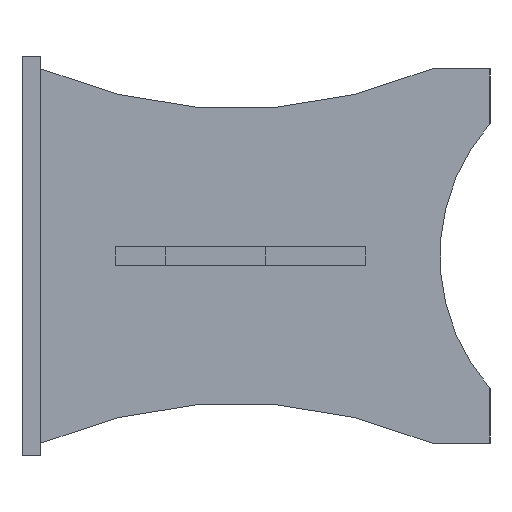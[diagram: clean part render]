
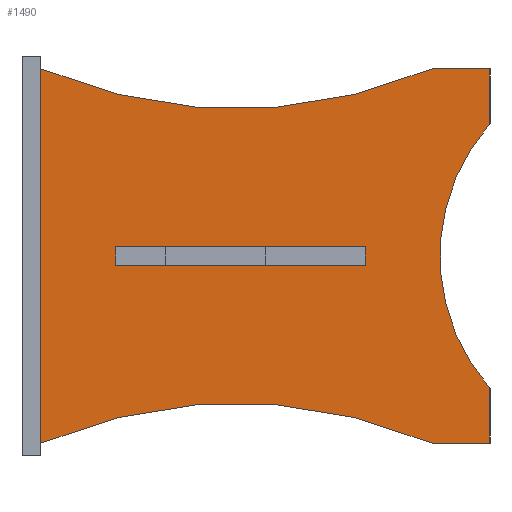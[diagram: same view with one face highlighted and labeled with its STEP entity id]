
A CAD part, left-side view. The second image highlights one B-rep face of the part: STEP entity #1490.
In plain terms, the highlighted face is planar.
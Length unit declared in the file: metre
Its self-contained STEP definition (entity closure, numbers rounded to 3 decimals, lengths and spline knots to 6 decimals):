
#46=PLANE('',#1610);
#102=LINE('',#2087,#292);
#105=LINE('',#2093,#295);
#109=LINE('',#2105,#299);
#112=LINE('',#2111,#302);
#115=LINE('',#2117,#305);
#118=LINE('',#2123,#308);
#121=LINE('',#2129,#311);
#125=LINE('',#2141,#315);
#128=LINE('',#2147,#318);
#132=LINE('',#2156,#322);
#135=LINE('',#2162,#325);
#138=LINE('',#2168,#328);
#140=LINE('',#2171,#330);
#292=VECTOR('',#1698,1.);
#295=VECTOR('',#1703,1.);
#299=VECTOR('',#1715,1.);
#302=VECTOR('',#1720,1.);
#305=VECTOR('',#1725,1.);
#308=VECTOR('',#1730,1.);
#311=VECTOR('',#1735,1.);
#315=VECTOR('',#1747,1.);
#318=VECTOR('',#1752,1.);
#322=VECTOR('',#1758,1.);
#325=VECTOR('',#1763,1.);
#328=VECTOR('',#1768,1.);
#330=VECTOR('',#1772,1.);
#560=ORIENTED_EDGE('',*,*,#930,.T.);
#561=ORIENTED_EDGE('',*,*,#940,.F.);
#562=ORIENTED_EDGE('',*,*,#937,.F.);
#563=ORIENTED_EDGE('',*,*,#934,.T.);
#564=ORIENTED_EDGE('',*,*,#896,.T.);
#565=ORIENTED_EDGE('',*,*,#942,.F.);
#566=ORIENTED_EDGE('',*,*,#927,.F.);
#567=ORIENTED_EDGE('',*,*,#924,.T.);
#568=ORIENTED_EDGE('',*,*,#921,.F.);
#569=ORIENTED_EDGE('',*,*,#918,.F.);
#570=ORIENTED_EDGE('',*,*,#915,.T.);
#571=ORIENTED_EDGE('',*,*,#912,.T.);
#572=ORIENTED_EDGE('',*,*,#909,.T.);
#573=ORIENTED_EDGE('',*,*,#906,.T.);
#574=ORIENTED_EDGE('',*,*,#903,.T.);
#575=ORIENTED_EDGE('',*,*,#900,.T.);
#896=EDGE_CURVE('',#1104,#1105,#1246,.T.);
#900=EDGE_CURVE('',#1108,#1104,#102,.T.);
#903=EDGE_CURVE('',#1110,#1108,#105,.T.);
#906=EDGE_CURVE('',#1112,#1110,#1248,.T.);
#909=EDGE_CURVE('',#1114,#1112,#109,.T.);
#912=EDGE_CURVE('',#1116,#1114,#112,.T.);
#915=EDGE_CURVE('',#1118,#1116,#115,.T.);
#918=EDGE_CURVE('',#1118,#1120,#118,.T.);
#921=EDGE_CURVE('',#1120,#1122,#121,.T.);
#924=EDGE_CURVE('',#1124,#1122,#1250,.T.);
#927=EDGE_CURVE('',#1124,#1126,#125,.T.);
#930=EDGE_CURVE('',#1128,#1129,#128,.T.);
#934=EDGE_CURVE('',#1132,#1128,#132,.T.);
#937=EDGE_CURVE('',#1132,#1134,#135,.T.);
#940=EDGE_CURVE('',#1134,#1129,#138,.T.);
#942=EDGE_CURVE('',#1126,#1105,#140,.T.);
#1104=VERTEX_POINT('',#2079);
#1105=VERTEX_POINT('',#2080);
#1108=VERTEX_POINT('',#2088);
#1110=VERTEX_POINT('',#2094);
#1112=VERTEX_POINT('',#2100);
#1114=VERTEX_POINT('',#2106);
#1116=VERTEX_POINT('',#2112);
#1118=VERTEX_POINT('',#2118);
#1120=VERTEX_POINT('',#2124);
#1122=VERTEX_POINT('',#2130);
#1124=VERTEX_POINT('',#2136);
#1126=VERTEX_POINT('',#2142);
#1128=VERTEX_POINT('',#2148);
#1129=VERTEX_POINT('',#2149);
#1132=VERTEX_POINT('',#2157);
#1134=VERTEX_POINT('',#2163);
#1246=CIRCLE('',#1588,0.2);
#1248=CIRCLE('',#1593,0.5);
#1250=CIRCLE('',#1601,0.5);
#1282=EDGE_LOOP('',(#560,#561,#562,#563));
#1283=EDGE_LOOP('',(#564,#565,#566,#567,#568,#569,#570,#571,#572,#573,#574,
#575));
#1382=FACE_BOUND('',#1282,.T.);
#1383=FACE_BOUND('',#1283,.T.);
#1490=ADVANCED_FACE('',(#1382,#1383),#46,.F.);
#1588=AXIS2_PLACEMENT_3D('',#2078,#1690,#1691);
#1593=AXIS2_PLACEMENT_3D('',#2099,#1708,#1709);
#1601=AXIS2_PLACEMENT_3D('',#2135,#1740,#1741);
#1610=AXIS2_PLACEMENT_3D('',#2174,#1776,#1777);
#1690=DIRECTION('',(0.,-1.,0.));
#1691=DIRECTION('',(0.663,0.,0.749));
#1698=DIRECTION('',(-1.,0.,0.));
#1703=DIRECTION('',(0.,0.,-1.));
#1708=DIRECTION('',(0.,-1.,0.));
#1709=DIRECTION('',(-0.92,0.,0.392));
#1715=DIRECTION('',(1.,0.,0.));
#1720=DIRECTION('',(0.,0.,-1.));
#1725=DIRECTION('',(1.,0.,0.));
#1730=DIRECTION('',(0.,0.,-1.));
#1735=DIRECTION('',(-1.,0.,0.));
#1740=DIRECTION('',(0.,-1.,0.));
#1741=DIRECTION('',(0.92,0.,-0.392));
#1747=DIRECTION('',(0.,0.,-1.));
#1752=DIRECTION('',(-1.,0.,0.));
#1758=DIRECTION('',(0.,0.,1.));
#1763=DIRECTION('',(-1.,0.,0.));
#1768=DIRECTION('',(0.,0.,1.));
#1772=DIRECTION('',(1.,0.,0.));
#1776=DIRECTION('',(0.,-1.,0.));
#1777=DIRECTION('',(1.,0.,0.));
#2078=CARTESIAN_POINT('',(0.,0.,-0.599812));
#2079=CARTESIAN_POINT('',(0.1325,0.,-0.45));
#2080=CARTESIAN_POINT('',(-0.1325,0.,-0.45));
#2087=CARTESIAN_POINT('',(0.136242,0.,-0.45));
#2088=CARTESIAN_POINT('',(0.1875,0.,-0.45));
#2093=CARTESIAN_POINT('',(0.1875,0.,-0.167777));
#2094=CARTESIAN_POINT('',(0.1875,0.,-0.391918));
#2099=CARTESIAN_POINT('',(0.6475,0.,-0.195959));
#2100=CARTESIAN_POINT('',(0.1875,0.,0.));
#2105=CARTESIAN_POINT('',(0.157182,0.,0.));
#2106=CARTESIAN_POINT('',(0.15,0.,0.));
#2111=CARTESIAN_POINT('',(0.15,0.,0.0075));
#2112=CARTESIAN_POINT('',(0.15,0.,0.015));
#2117=CARTESIAN_POINT('',(0.,0.,0.015));
#2118=CARTESIAN_POINT('',(-0.15,0.,0.015));
#2123=CARTESIAN_POINT('',(-0.15,0.,0.0075));
#2124=CARTESIAN_POINT('',(-0.15,0.,0.));
#2129=CARTESIAN_POINT('',(-0.148714,0.,0.));
#2130=CARTESIAN_POINT('',(-0.1875,0.,0.));
#2135=CARTESIAN_POINT('',(-0.6475,0.,-0.195959));
#2136=CARTESIAN_POINT('',(-0.1875,0.,-0.391918));
#2141=CARTESIAN_POINT('',(-0.1875,0.,-0.167777));
#2142=CARTESIAN_POINT('',(-0.1875,0.,-0.45));
#2147=CARTESIAN_POINT('',(0.02518,0.,-0.075));
#2148=CARTESIAN_POINT('',(0.0095,0.,-0.075));
#2149=CARTESIAN_POINT('',(-0.0095,0.,-0.075));
#2156=CARTESIAN_POINT('',(0.0095,0.,-0.187439));
#2157=CARTESIAN_POINT('',(0.0095,0.,-0.3));
#2162=CARTESIAN_POINT('',(0.,0.,-0.3));
#2163=CARTESIAN_POINT('',(-0.0095,0.,-0.3));
#2168=CARTESIAN_POINT('',(-0.0095,0.,-0.187439));
#2171=CARTESIAN_POINT('',(-0.157628,0.,-0.45));
#2174=CARTESIAN_POINT('',(0.,0.,-0.2175));
